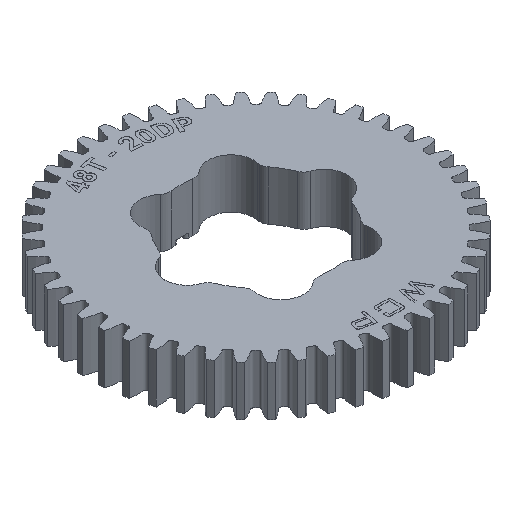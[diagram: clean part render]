
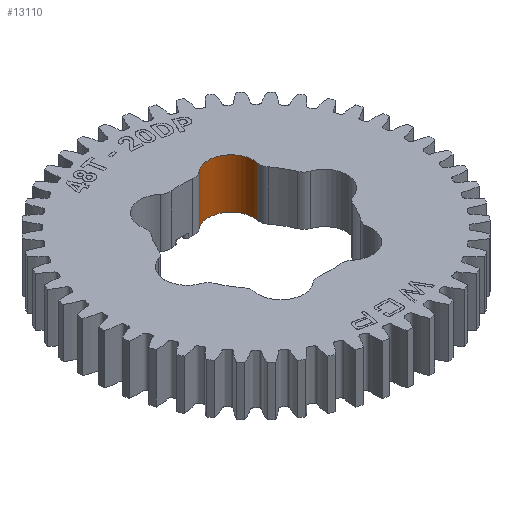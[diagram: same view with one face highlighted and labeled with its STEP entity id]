
A CAD part, isometric view. The second image highlights one B-rep face of the part: STEP entity #13110.
In plain terms, the highlighted cylindrical face has radius 4.366 mm (diameter 8.731 mm), a partial arc.
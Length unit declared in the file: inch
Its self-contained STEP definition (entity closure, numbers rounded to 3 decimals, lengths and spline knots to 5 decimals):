
#408 = DIRECTION ( 'NONE',  ( 0., 0., -1. ) ) ;
#428 = VECTOR ( 'NONE', #3470, 39.37008 ) ;
#1145 = DIRECTION ( 'NONE',  ( -1., 0., 0. ) ) ;
#1782 = EDGE_CURVE ( 'NONE', #4831, #8632, #6802, .T. ) ;
#2063 = CARTESIAN_POINT ( 'NONE',  ( 0.42635, 0.41286, -0.1875 ) ) ;
#2406 = EDGE_LOOP ( 'NONE', ( #15558, #9597, #19867, #25443 ) ) ;
#3142 = CARTESIAN_POINT ( 'NONE',  ( 0.25781, 0.44654, 0.25 ) ) ;
#3178 = DIRECTION ( 'NONE',  ( 0., 0., -1. ) ) ;
#3405 = CYLINDRICAL_SURFACE ( 'NONE', #5570, 0.17188 ) ;
#3442 = LINE ( 'NONE', #19139, #19137 ) ;
#3470 = DIRECTION ( 'NONE',  ( 0., 0., -1. ) ) ;
#4416 = VERTEX_POINT ( 'NONE', #18521 ) ;
#4831 = VERTEX_POINT ( 'NONE', #5864 ) ;
#5570 = AXIS2_PLACEMENT_3D ( 'NONE', #3142, #19356, #1145 ) ;
#5726 = AXIS2_PLACEMENT_3D ( 'NONE', #24573, #16606, #12608 ) ;
#5864 = CARTESIAN_POINT ( 'NONE',  ( 0.14437, 0.57566, -0.1875 ) ) ;
#6354 = VERTEX_POINT ( 'NONE', #7482 ) ;
#6802 = CIRCLE ( 'NONE', #7204, 0.17188 ) ;
#7204 = AXIS2_PLACEMENT_3D ( 'NONE', #16898, #408, #24998 ) ;
#7482 = CARTESIAN_POINT ( 'NONE',  ( 0.14437, 0.57566, 0.1875 ) ) ;
#8632 = VERTEX_POINT ( 'NONE', #2063 ) ;
#9597 = ORIENTED_EDGE ( 'NONE', *, *, #11502, .T. ) ;
#9965 = EDGE_CURVE ( 'NONE', #4416, #8632, #21283, .T. ) ;
#11502 = EDGE_CURVE ( 'NONE', #6354, #4831, #3442, .T. ) ;
#12608 = DIRECTION ( 'NONE',  ( 1., 0., 0. ) ) ;
#13110 = ADVANCED_FACE ( 'NONE', ( #21347 ), #3405, .F. ) ;
#14696 = CIRCLE ( 'NONE', #5726, 0.17188 ) ;
#15443 = CARTESIAN_POINT ( 'NONE',  ( 0.42635, 0.41286, 0.25 ) ) ;
#15558 = ORIENTED_EDGE ( 'NONE', *, *, #25017, .F. ) ;
#16606 = DIRECTION ( 'NONE',  ( 0., 0., -1. ) ) ;
#16898 = CARTESIAN_POINT ( 'NONE',  ( 0.25781, 0.44654, -0.1875 ) ) ;
#18521 = CARTESIAN_POINT ( 'NONE',  ( 0.42635, 0.41286, 0.1875 ) ) ;
#19137 = VECTOR ( 'NONE', #3178, 39.37008 ) ;
#19139 = CARTESIAN_POINT ( 'NONE',  ( 0.14437, 0.57566, 0.25 ) ) ;
#19356 = DIRECTION ( 'NONE',  ( 0., 0., -1. ) ) ;
#19867 = ORIENTED_EDGE ( 'NONE', *, *, #1782, .T. ) ;
#21283 = LINE ( 'NONE', #15443, #428 ) ;
#21347 = FACE_OUTER_BOUND ( 'NONE', #2406, .T. ) ;
#24573 = CARTESIAN_POINT ( 'NONE',  ( 0.25781, 0.44654, 0.1875 ) ) ;
#24998 = DIRECTION ( 'NONE',  ( 1., 0., 0. ) ) ;
#25017 = EDGE_CURVE ( 'NONE', #6354, #4416, #14696, .T. ) ;
#25443 = ORIENTED_EDGE ( 'NONE', *, *, #9965, .F. ) ;
